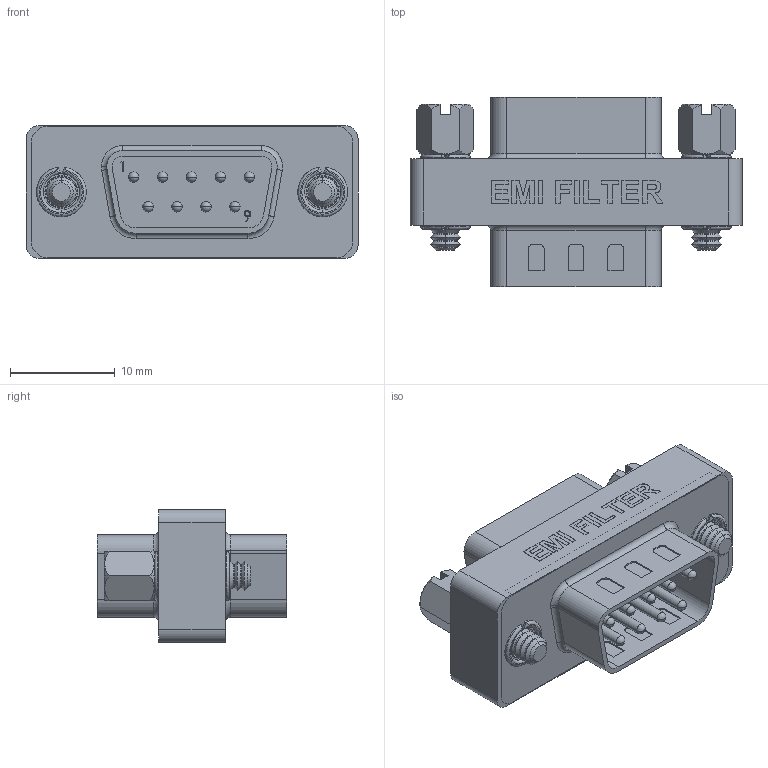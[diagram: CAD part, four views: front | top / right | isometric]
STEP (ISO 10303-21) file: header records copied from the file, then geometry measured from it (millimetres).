
FILE_DESCRIPTION (( 'STEP AP203' ), '1' );
FILE_NAME ('DGF9MF.STEP', '2006-06-23T18:39:27', ( 'lcom' ), ( 'lcom' ), 'SwSTEP 2.0', 'SolidWorks 2006004', '' );
FILE_SCHEMA (( 'CONFIG_CONTROL_DESIGN' ));
Length unit declared in the file: inch
Products named in the file (5): 3AA05-002; SD9S_with RADIUSED EDGE; SD9P_Supplier Connector; DGF9MF; DGB9F-MA1_EMI FILTER
Assembly tree (5 placements, depth 2):
  DGF9MF
    SD9S_with RADIUSED EDGE
    3AA05-002  x2
    DGB9F-MA1_EMI FILTER
    SD9P_Supplier Connector
Bounding box: 31.75 x 18.14 x 12.7 mm (x, y, z)
Volume: 3875.3 mm3; surface area: 4106.3 mm2
Topology: 5 solids, 5 shells, 948 faces, 2557 edges, 1653 vertices
Faces by surface type: plane 638, cylinder 156, cone 56, bspline 46, sphere 30, torus 22
Entity records: 32352 total; most frequent: CARTESIAN_POINT 9655, ORIENTED_EDGE 4742, DIRECTION 4311, EDGE_CURVE 2371, VECTOR 1903, LINE 1903, VERTEX_POINT 1552, AXIS2_PLACEMENT_3D 1204
